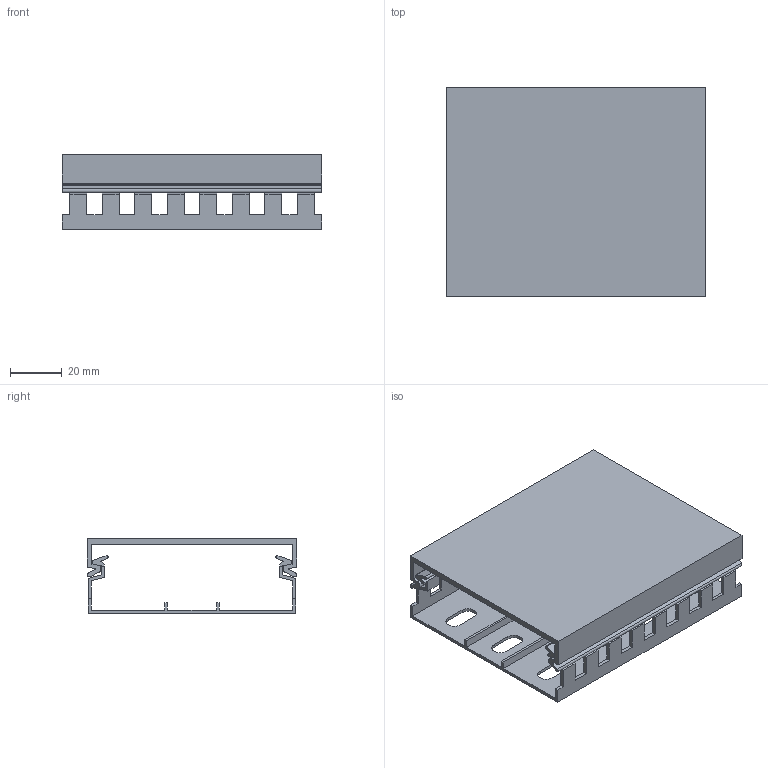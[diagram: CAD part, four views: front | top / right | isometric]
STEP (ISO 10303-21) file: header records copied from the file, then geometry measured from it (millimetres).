
FILE_DESCRIPTION((''),'2;1');
FILE_NAME('BA7A250800_ASM','2022-04-04T07:39:44',('buserr'),(''),'CREO PARAMETRIC BY PTC INC, 2021184','CREO PARAMETRIC BY PTC INC, 2021184','');
FILE_SCHEMA(('AUTOMOTIVE_DESIGN { 1 0 10303 214 1 1 1 1 }'));
Length unit declared in the file: millimetre
Products named in the file (3): PROXY_BA7A250801; PROXY_BA7A802; BA7A250800_ASM
Assembly tree (2 placements, depth 2):
  BA7A250800_ASM
    PROXY_BA7A250801
    PROXY_BA7A802
Bounding box: 100 x 80.6 x 28.8 mm (x, y, z)
Volume: 37322.9 mm3; surface area: 49546.9 mm2
Topology: 2 solids, 2 shells, 360 faces, 1096 edges, 760 vertices
Faces by surface type: plane 298, cylinder 62
Entity records: 13913 total; most frequent: CARTESIAN_POINT 2235, ORIENTED_EDGE 2136, DIRECTION 2049, EDGE_CURVE 1068, VECTOR 968, LINE 968, VERTEX_POINT 712, AXIS2_PLACEMENT_3D 536
